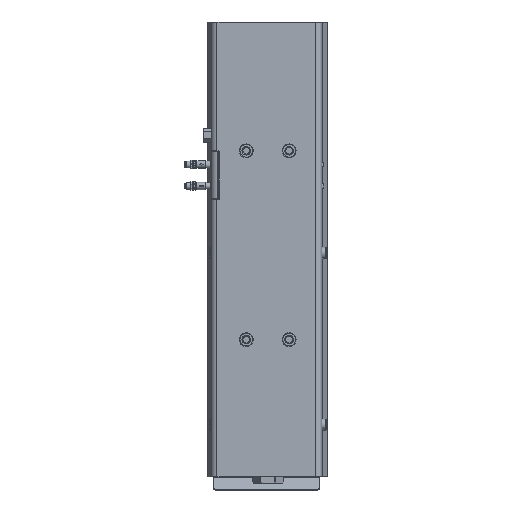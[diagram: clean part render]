
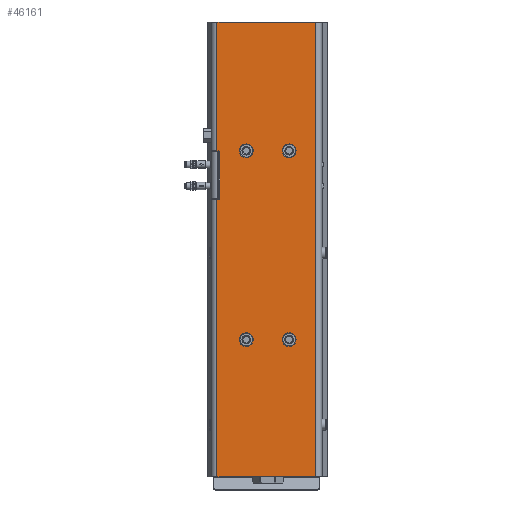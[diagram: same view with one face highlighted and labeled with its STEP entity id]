
A CAD part, front view. The second image highlights one B-rep face of the part: STEP entity #46161.
In plain terms, the highlighted planar face has unit normal (0, -1, 0).
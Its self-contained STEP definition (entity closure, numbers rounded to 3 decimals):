
#1341=FACE_BOUND('',#15613,.T.);
#1342=FACE_BOUND('',#15614,.T.);
#1343=FACE_BOUND('',#15615,.T.);
#1344=FACE_BOUND('',#15616,.T.);
#3316=LINE('',#72548,#7231);
#3320=LINE('',#72560,#7235);
#3325=LINE('',#72569,#7240);
#3326=LINE('',#72578,#7241);
#3328=LINE('',#72585,#7243);
#3367=LINE('',#72686,#7282);
#3370=LINE('',#72693,#7285);
#3376=LINE('',#72708,#7291);
#7231=VECTOR('',#57942,10.);
#7235=VECTOR('',#57954,10.);
#7240=VECTOR('',#57961,10.);
#7241=VECTOR('',#57976,10.);
#7243=VECTOR('',#57984,10.);
#7282=VECTOR('',#58099,10.);
#7285=VECTOR('',#58106,10.);
#7291=VECTOR('',#58124,10.);
#10350=CIRCLE('',#49622,0.8);
#10352=CIRCLE('',#49626,0.8);
#10362=CIRCLE('',#49647,8.);
#10364=CIRCLE('',#49650,8.);
#10366=CIRCLE('',#49653,8.);
#10367=CIRCLE('',#49655,8.);
#13067=FACE_OUTER_BOUND('',#15612,.T.);
#15612=EDGE_LOOP('',(#34309,#34310,#34311,#34312,#34313,#34314,#34315,#34316,
#34317,#34318));
#15613=EDGE_LOOP('',(#34319));
#15614=EDGE_LOOP('',(#34320));
#15615=EDGE_LOOP('',(#34321));
#15616=EDGE_LOOP('',(#34322));
#19139=VERTEX_POINT('',#72538);
#19140=VERTEX_POINT('',#72539);
#19143=VERTEX_POINT('',#72547);
#19145=VERTEX_POINT('',#72553);
#19147=VERTEX_POINT('',#72559);
#19150=VERTEX_POINT('',#72567);
#19151=VERTEX_POINT('',#72577);
#19153=VERTEX_POINT('',#72583);
#19159=VERTEX_POINT('',#72605);
#19161=VERTEX_POINT('',#72611);
#19163=VERTEX_POINT('',#72617);
#19164=VERTEX_POINT('',#72621);
#19177=VERTEX_POINT('',#72685);
#19179=VERTEX_POINT('',#72692);
#24579=EDGE_CURVE('',#19139,#19140,#10350,.T.);
#24583=EDGE_CURVE('',#19143,#19140,#3316,.T.);
#24586=EDGE_CURVE('',#19143,#19145,#10352,.T.);
#24589=EDGE_CURVE('',#19147,#19145,#3320,.T.);
#24594=EDGE_CURVE('',#19139,#19150,#3325,.T.);
#24599=EDGE_CURVE('',#19147,#19151,#3326,.T.);
#24603=EDGE_CURVE('',#19153,#19150,#3328,.T.);
#24613=EDGE_CURVE('',#19159,#19159,#10362,.T.);
#24616=EDGE_CURVE('',#19161,#19161,#10364,.T.);
#24619=EDGE_CURVE('',#19163,#19163,#10366,.T.);
#24621=EDGE_CURVE('',#19164,#19164,#10367,.T.);
#24654=EDGE_CURVE('',#19177,#19151,#3367,.T.);
#24657=EDGE_CURVE('',#19179,#19177,#3370,.T.);
#24666=EDGE_CURVE('',#19179,#19153,#3376,.T.);
#34309=ORIENTED_EDGE('',*,*,#24594,.T.);
#34310=ORIENTED_EDGE('',*,*,#24603,.F.);
#34311=ORIENTED_EDGE('',*,*,#24666,.F.);
#34312=ORIENTED_EDGE('',*,*,#24657,.T.);
#34313=ORIENTED_EDGE('',*,*,#24654,.T.);
#34314=ORIENTED_EDGE('',*,*,#24599,.F.);
#34315=ORIENTED_EDGE('',*,*,#24589,.T.);
#34316=ORIENTED_EDGE('',*,*,#24586,.F.);
#34317=ORIENTED_EDGE('',*,*,#24583,.T.);
#34318=ORIENTED_EDGE('',*,*,#24579,.F.);
#34319=ORIENTED_EDGE('',*,*,#24613,.T.);
#34320=ORIENTED_EDGE('',*,*,#24616,.T.);
#34321=ORIENTED_EDGE('',*,*,#24619,.T.);
#34322=ORIENTED_EDGE('',*,*,#24621,.T.);
#41835=PLANE('',#49686);
#46161=ADVANCED_FACE('',(#13067,#1341,#1342,#1343,#1344),#41835,.T.);
#49622=AXIS2_PLACEMENT_3D('',#72540,#57934,#57935);
#49626=AXIS2_PLACEMENT_3D('',#72554,#57947,#57948);
#49647=AXIS2_PLACEMENT_3D('',#72606,#58006,#58007);
#49650=AXIS2_PLACEMENT_3D('',#72612,#58013,#58014);
#49653=AXIS2_PLACEMENT_3D('',#72618,#58020,#58021);
#49655=AXIS2_PLACEMENT_3D('',#72622,#58025,#58026);
#49686=AXIS2_PLACEMENT_3D('',#72709,#58125,#58126);
#57934=DIRECTION('center_axis',(0.,-1.,0.));
#57935=DIRECTION('ref_axis',(0.707,0.,-0.707));
#57942=DIRECTION('',(0.,0.,-1.));
#57947=DIRECTION('center_axis',(0.,-1.,0.));
#57948=DIRECTION('ref_axis',(0.707,0.,0.707));
#57954=DIRECTION('',(1.,0.,0.));
#57961=DIRECTION('',(-1.,0.,0.));
#57976=DIRECTION('',(0.,0.,1.));
#57984=DIRECTION('',(0.,0.,1.));
#58006=DIRECTION('center_axis',(0.,1.,0.));
#58007=DIRECTION('ref_axis',(0.,0.,
-1.));
#58013=DIRECTION('center_axis',(0.,1.,0.));
#58014=DIRECTION('ref_axis',(0.,0.,
-1.));
#58020=DIRECTION('center_axis',(0.,1.,0.));
#58021=DIRECTION('ref_axis',(0.,0.,
-1.));
#58025=DIRECTION('center_axis',(0.,1.,0.));
#58026=DIRECTION('ref_axis',(0.,0.,
-1.));
#58099=DIRECTION('',(-1.,0.,0.));
#58106=DIRECTION('',(0.,0.,1.));
#58124=DIRECTION('',(-1.,0.,0.));
#58125=DIRECTION('center_axis',(0.,-1.,0.));
#58126=DIRECTION('ref_axis',(0.,0.,
-1.));
#72538=CARTESIAN_POINT('',(-56.898,-53.85,-202.25));
#72539=CARTESIAN_POINT('',(-56.098,-53.85,-201.45));
#72540=CARTESIAN_POINT('Origin',(-56.898,-53.85,-201.45));
#72547=CARTESIAN_POINT('',(-56.098,-53.85,-146.05));
#72548=CARTESIAN_POINT('',(-56.098,-53.85,-231.125));
#72553=CARTESIAN_POINT('',(-56.898,-53.85,-145.25));
#72554=CARTESIAN_POINT('Origin',(-56.898,-53.85,-146.05));
#72559=CARTESIAN_POINT('',(-59.1,-53.85,-145.25));
#72560=CARTESIAN_POINT('',(6.331,-53.85,-145.25));
#72567=CARTESIAN_POINT('',(-59.1,-53.85,-202.25));
#72569=CARTESIAN_POINT('',(4.83,-53.85,-202.25));
#72577=CARTESIAN_POINT('',(-59.1,-53.85,5.));
#72578=CARTESIAN_POINT('',(-59.1,-53.85,-260.));
#72583=CARTESIAN_POINT('',(-59.1,-53.85,-525.));
#72585=CARTESIAN_POINT('',(-59.1,-53.85,-260.));
#72605=CARTESIAN_POINT('',(25.,-53.85,-137.));
#72606=CARTESIAN_POINT('Origin',(25.,-53.85,-145.));
#72611=CARTESIAN_POINT('',(25.,-53.85,-357.));
#72612=CARTESIAN_POINT('Origin',(25.,-53.85,-365.));
#72617=CARTESIAN_POINT('',(-25.,-53.85,-357.));
#72618=CARTESIAN_POINT('Origin',(-25.,-53.85,-365.));
#72621=CARTESIAN_POINT('',(-25.,-53.85,-137.));
#72622=CARTESIAN_POINT('Origin',(-25.,-53.85,-145.));
#72685=CARTESIAN_POINT('',(56.1,-53.85,5.));
#72686=CARTESIAN_POINT('',(225.118,-53.85,5.));
#72692=CARTESIAN_POINT('',(56.1,-53.85,-525.));
#72693=CARTESIAN_POINT('',(56.1,-53.85,-260.));
#72708=CARTESIAN_POINT('',(225.118,-53.85,-525.));
#72709=CARTESIAN_POINT('Origin',(68.76,-53.85,-260.));
